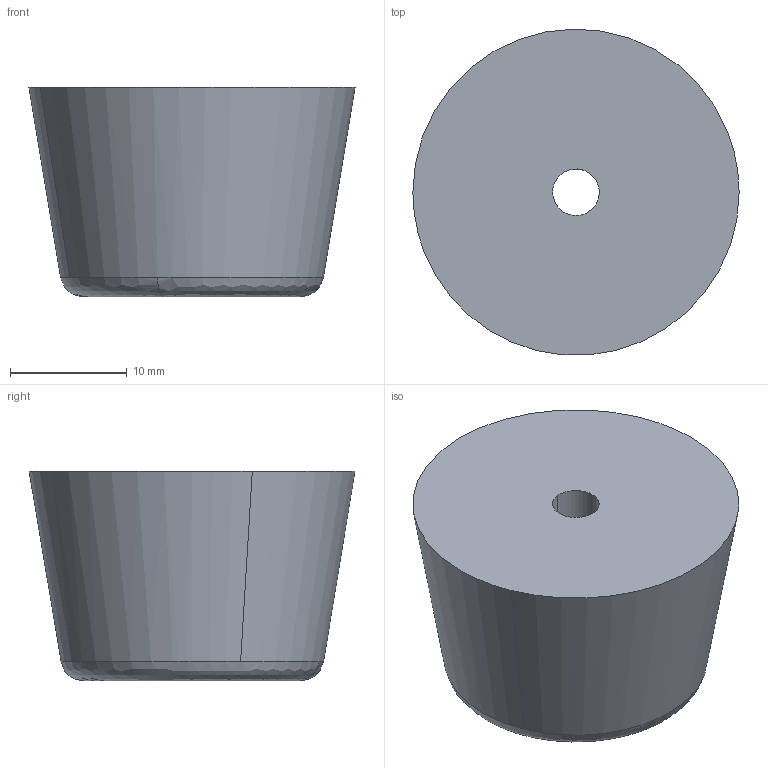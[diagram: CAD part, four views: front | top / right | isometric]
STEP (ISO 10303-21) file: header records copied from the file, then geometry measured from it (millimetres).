
FILE_DESCRIPTION( (''), '2;1');
FILE_NAME ('PC50.360.TM_TK_28_4908.stp','2019-12-19T16:32:19',(''),(''),'spGate 15.6.1','','');
FILE_SCHEMA (('AUTOMOTIVE_DESIGN'));
Length unit declared in the file: millimetre
Products named in the file (3): Assembly; washer; rubber foot
Assembly tree (2 placements, depth 2):
  Assembly
    washer
    rubber foot
Bounding box: 28 x 27.96 x 18 mm (x, y, z)
Volume: 7526.8 mm3; surface area: 3320.6 mm2
Topology: 2 solids, 2 shells, 20 faces, 60 edges, 46 vertices
Faces by surface type: cylinder 10, plane 6, bspline 4
Entity records: 1304 total; most frequent: CARTESIAN_POINT 222, DIRECTION 132, ORIENTED_EDGE 120, COLOUR_RGB 82, PRESENTATION_STYLE_ASSIGNMENT 82, STYLED_ITEM 82, AXIS2_PLACEMENT_3D 66, EDGE_CURVE 60
